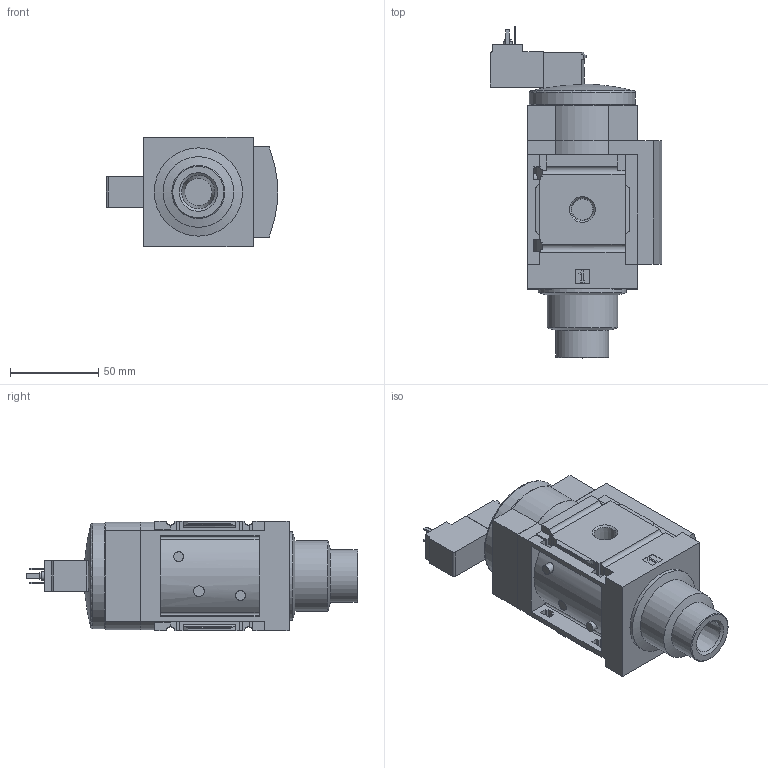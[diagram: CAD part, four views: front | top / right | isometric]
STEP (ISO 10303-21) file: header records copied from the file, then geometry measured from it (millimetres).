
FILE_DESCRIPTION(/* description */ ('STEP AP214'),/* implementation_level */ '2;1');
FILE_NAME(/* name */ '532115_MS6N-EE-1_4-V230',/* time_stamp */ '2024-09-10T20:53:12+02:00',/* author */ ('License CC BY-ND 4.0'),/* organization */ ('CADENAS'),/* preprocessor_version */ 'ST-DEVELOPER v19.3',/* originating_system */ 'PARTsolutions',/* authorisation */ ' ');
FILE_SCHEMA (('TECHNICAL_DATA_PACKAGING','AUTOMOTIVE_DESIGN {1 0 10303 214 3 1 1}'));
Length unit declared in the file: millimetre
Products named in the file (2): 532115 MS6N-EE-1/4-V230; 527683 MS6N-EE-1/4-V2300d
Assembly tree (1 placements, depth 2):
  532115 MS6N-EE-1/4-V230
    527683 MS6N-EE-1/4-V2300d
Bounding box: 96.8 x 187.9 x 62 mm (x, y, z)
Volume: 487031.5 mm3; surface area: 51072.3 mm2
Topology: 1 solids, 1 shells, 308 faces, 793 edges, 509 vertices
Faces by surface type: plane 223, cylinder 50, cone 30, torus 5
Full cylindrical faces by diameter (mm): 2.013 x1, 2.5 x1, 3.8 x1, 5 x1, 5.5 x4, 5.8 x2, 30 x1, 40 x1, 50 x1, 60 x1
Entity records: 11294 total; most frequent: CARTESIAN_POINT 1705, ORIENTED_EDGE 1504, DIRECTION 1488, EDGE_CURVE 752, LINE 574, VECTOR 574, VERTEX_POINT 502, AXIS2_PLACEMENT_3D 457
